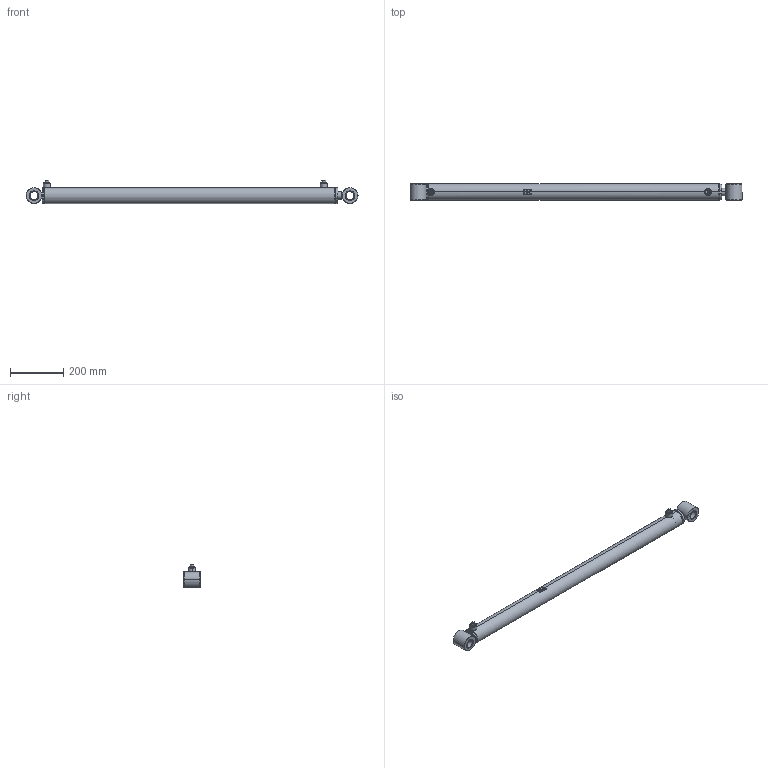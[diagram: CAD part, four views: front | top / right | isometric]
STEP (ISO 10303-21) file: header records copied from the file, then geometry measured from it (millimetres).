
FILE_DESCRIPTION (( 'STEP AP214' ), '1' );
FILE_NAME ('CFGCY0078045-Cylinder.step', '2026-01-07T12:16:00', ( 'Kramp IT' ), ( 'Kramp' ), 'SwSTEP 2.0', 'SolidWorks 2021', '' );
FILE_SCHEMA (( 'AUTOMOTIVE_DESIGN' ));
Length unit declared in the file: millimetre
Products named in the file (23): DS2905004VM_Simplified; BUSHVM-RD; DS2905013028_Simplified; BUSH-RD; DS2905015; Rod_Simplified; PAP3030P14-EC; DC3905001; BUSHVM-EC; DS2905013028VM_Simplified; SP06M; PAP3030P14-RD; Tube_Simplified; PAP3030P14; CFGCY0078045-Cylinder; BUSH-EC; DS2905004_Simplified; MATE-AID; Rod-WA_Simplified; LSN06E; Tube-WA_Simplified; Tube-MA_Simplified
Assembly tree (26 placements, depth 5):
  CFGCY0078045-Cylinder
    Tube-WA_Simplified
      Tube-MA_Simplified
        Tube_Simplified
        LSN06E
      LSN06E
      DC3905001
        DC3905001
      BUSHVM-EC
        BUSH-EC
        PAP3030P14-EC
          PAP3030P14  x2
    Rod-WA_Simplified
      Rod_Simplified
      BUSHVM-RD
        BUSH-RD
        PAP3030P14-RD
          PAP3030P14  x2
    DS2905013028VM_Simplified
      DS2905013028_Simplified
    DS2905004VM_Simplified
      DS2905004_Simplified
    DS2905015
    SP06M  x2
  MATE-AID
Bounding box: 1244 x 60 x 87 mm (x, y, z)
Volume: 2053849.9 mm3; surface area: 591536.5 mm2
Topology: 16 solids, 16 shells, 404 faces, 916 edges, 578 vertices
Faces by surface type: plane 143, cylinder 129, cone 102, torus 26, bspline 4
Entity records: 9991 total; most frequent: CARTESIAN_POINT 1671, DIRECTION 1520, ORIENTED_EDGE 1244, EDGE_CURVE 622, AXIS2_PLACEMENT_3D 615, VERTEX_POINT 390, EDGE_LOOP 324, CIRCLE 300
